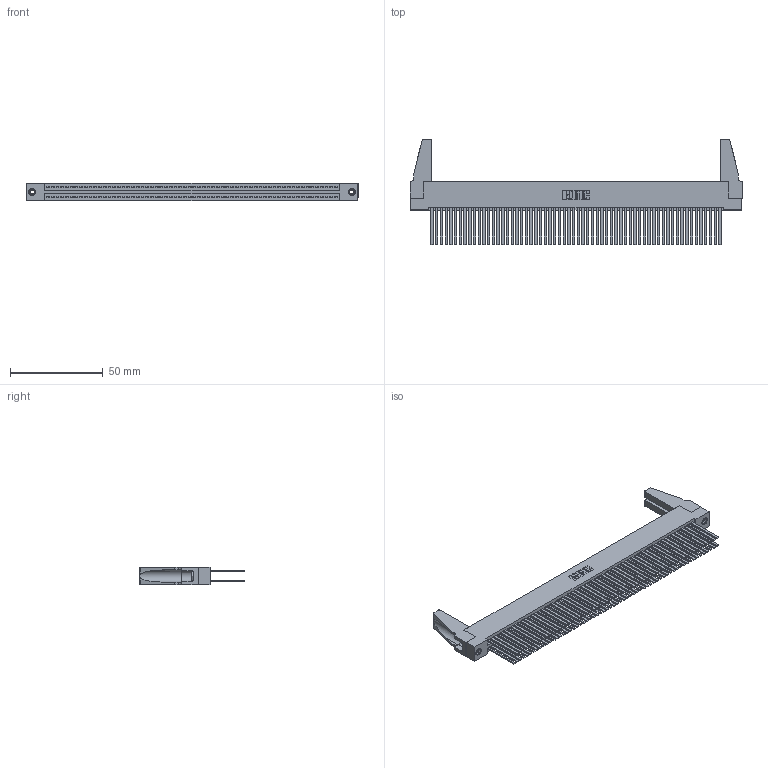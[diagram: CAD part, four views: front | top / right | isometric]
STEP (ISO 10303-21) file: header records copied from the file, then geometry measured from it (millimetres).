
FILE_DESCRIPTION (( 'STEP AP203' ), '1' );
FILE_NAME ('395-124-544-288.STEP', '2019-10-28T12:08:17', ( '' ), ( '' ), 'SwSTEP 2.0', 'SolidWorks 2016', '' );
FILE_SCHEMA (( 'CONFIG_CONTROL_DESIGN' ));
Length unit declared in the file: inch
Products named in the file (5): 345 Part_Flush Mounting Lugs - 0.156 Dia-TH; 345-292-001_345-293-144; 345-250-001_345-250-001-102; 345-220-078_345-220-088; 395-124-544-288
Assembly tree (129 placements, depth 2):
  395-124-544-288
    345 Part_Flush Mounting Lugs - 0.156 Dia-TH
    345-292-001_345-293-144  x124
    345-250-001_345-250-001-102  x2
    345-220-078_345-220-088  x2
Bounding box: 178.71 x 56.82 x 9.4 mm (x, y, z)
Volume: 22536.8 mm3; surface area: 37109.7 mm2
Topology: 129 solids, 129 shells, 5706 faces, 16899 edges, 11090 vertices
Faces by surface type: plane 3748, cylinder 1942, cone 12, torus 4
Entity records: 47918 total; most frequent: CARTESIAN_POINT 8006, ORIENTED_EDGE 7900, DIRECTION 7038, EDGE_CURVE 3950, VECTOR 3532, LINE 3532, VERTEX_POINT 2626, AXIS2_PLACEMENT_3D 1753
